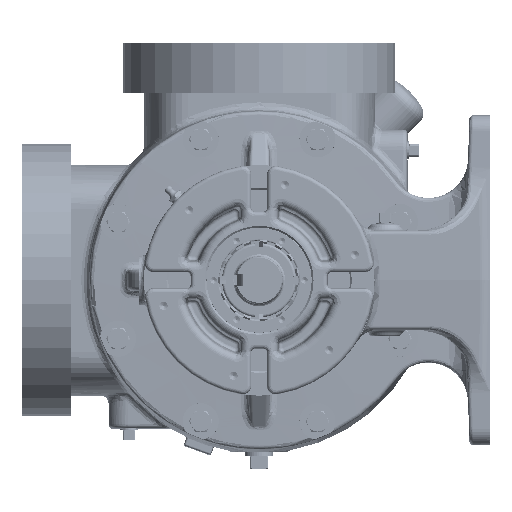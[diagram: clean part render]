
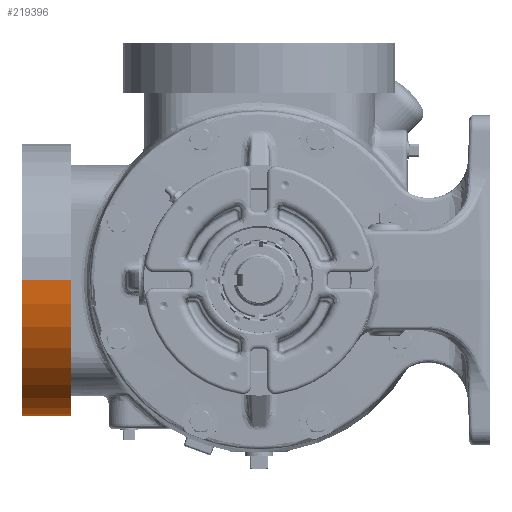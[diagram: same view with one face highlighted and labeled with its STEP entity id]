
A CAD part, left-side view. The second image highlights one B-rep face of the part: STEP entity #219396.
In plain terms, the highlighted cylindrical face has radius 104.775 mm (diameter 209.55 mm), a partial arc.
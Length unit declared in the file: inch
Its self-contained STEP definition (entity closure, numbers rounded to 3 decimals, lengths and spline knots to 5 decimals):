
#5213 = DIRECTION ( 'NONE',  ( 0., -1., 0. ) ) ;
#7099 = AXIS2_PLACEMENT_3D ( 'NONE', #130460, #228095, #37927 ) ;
#8433 = AXIS2_PLACEMENT_3D ( 'NONE', #176634, #5213, #230488 ) ;
#10707 = LINE ( 'NONE', #148272, #60191 ) ;
#32905 = VERTEX_POINT ( 'NONE', #108547 ) ;
#36217 = VECTOR ( 'NONE', #147670, 39.37008 ) ;
#37927 = DIRECTION ( 'NONE',  ( -1., 0., 0. ) ) ;
#39415 = DIRECTION ( 'NONE',  ( 0., -1., 0. ) ) ;
#44609 = EDGE_CURVE ( 'NONE', #32905, #153125, #224372, .T. ) ;
#49299 = ORIENTED_EDGE ( 'NONE', *, *, #184049, .T. ) ;
#51790 = CARTESIAN_POINT ( 'NONE',  ( 7.47, 7.1875, 0. ) ) ;
#57212 = DIRECTION ( 'NONE',  ( 0., -1., 0. ) ) ;
#60191 = VECTOR ( 'NONE', #39415, 39.37008 ) ;
#60952 = AXIS2_PLACEMENT_3D ( 'NONE', #150985, #57212, #207338 ) ;
#82514 = ORIENTED_EDGE ( 'NONE', *, *, #44609, .F. ) ;
#91353 = CARTESIAN_POINT ( 'NONE',  ( 7.47, 5.09404, 0. ) ) ;
#98078 = CARTESIAN_POINT ( 'NONE',  ( 7.47, 5.6875, 0. ) ) ;
#108547 = CARTESIAN_POINT ( 'NONE',  ( -0.78, 5.6875, 0. ) ) ;
#111355 = LINE ( 'NONE', #91353, #36217 ) ;
#115928 = CYLINDRICAL_SURFACE ( 'NONE', #60952, 4.125 ) ;
#130460 = CARTESIAN_POINT ( 'NONE',  ( 3.345, 7.1875, 0. ) ) ;
#137119 = VERTEX_POINT ( 'NONE', #175082 ) ;
#147670 = DIRECTION ( 'NONE',  ( 0., -1., 0. ) ) ;
#148272 = CARTESIAN_POINT ( 'NONE',  ( -0.78, 5.09404, 0. ) ) ;
#149747 = FACE_OUTER_BOUND ( 'NONE', #183200, .T. ) ;
#150985 = CARTESIAN_POINT ( 'NONE',  ( 3.345, 5.09404, 0. ) ) ;
#153125 = VERTEX_POINT ( 'NONE', #98078 ) ;
#174492 = ORIENTED_EDGE ( 'NONE', *, *, #183236, .F. ) ;
#175082 = CARTESIAN_POINT ( 'NONE',  ( -0.78, 7.1875, 0. ) ) ;
#176634 = CARTESIAN_POINT ( 'NONE',  ( 3.345, 5.6875, 0. ) ) ;
#183200 = EDGE_LOOP ( 'NONE', ( #222049, #49299, #82514, #174492 ) ) ;
#183236 = EDGE_CURVE ( 'NONE', #137119, #32905, #10707, .T. ) ;
#184049 = EDGE_CURVE ( 'NONE', #228088, #153125, #111355, .T. ) ;
#190904 = CIRCLE ( 'NONE', #7099, 4.125 ) ;
#207338 = DIRECTION ( 'NONE',  ( -1., 0., 0. ) ) ;
#208894 = EDGE_CURVE ( 'NONE', #137119, #228088, #190904, .T. ) ;
#219396 = ADVANCED_FACE ( 'Defeatured_0_3441', ( #149747 ), #115928, .T. ) ;
#222049 = ORIENTED_EDGE ( 'NONE', *, *, #208894, .T. ) ;
#224372 = CIRCLE ( 'NONE', #8433, 4.125 ) ;
#228088 = VERTEX_POINT ( 'NONE', #51790 ) ;
#228095 = DIRECTION ( 'NONE',  ( 0., -1., 0. ) ) ;
#230488 = DIRECTION ( 'NONE',  ( -1., 0., 0. ) ) ;
